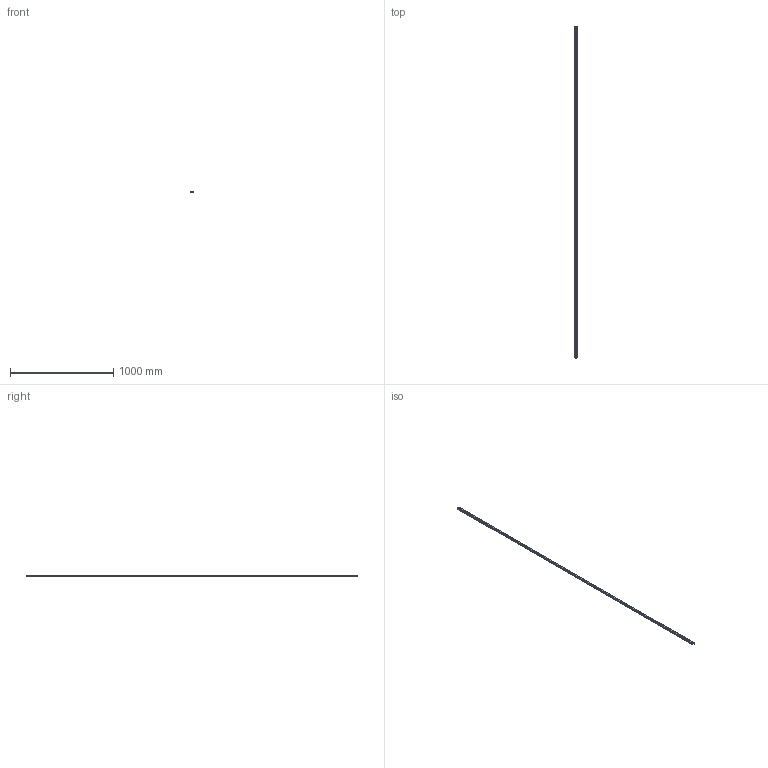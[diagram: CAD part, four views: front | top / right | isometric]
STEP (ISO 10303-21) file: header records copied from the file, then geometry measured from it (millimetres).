
FILE_DESCRIPTION(('STEP AP214'),'1');
FILE_NAME('cctmp_00676F9E-1B23-4937-9932-E54E6B2C84FB_2020_5_18_12_28_50_200..stp','2020-05-18T10:28:50',('HIWIN GmbH'),('CADClick - www.CADClick.com'),'Spatial InterOp 3D',' ','unknown authorization');
FILE_SCHEMA(('AUTOMOTIVE_DESIGN'));
Length unit declared in the file: millimetre
Products named in the file (1): HGR20R3220H_FILE
Bounding box: 20 x 3220 x 17.5 mm (x, y, z)
Volume: 920299.9 mm3; surface area: 273161.5 mm2
Topology: 1 solids, 1 shells, 593 faces, 1275 edges, 850 vertices
Faces by surface type: cylinder 346, plane 247
Entity records: 21169 total; most frequent: DIRECTION 3155, CARTESIAN_POINT 2719, ORIENTED_EDGE 2550, AXIS2_PLACEMENT_3D 1286, EDGE_CURVE 1275, VERTEX_POINT 850, EDGE_LOOP 759, CIRCLE 692
